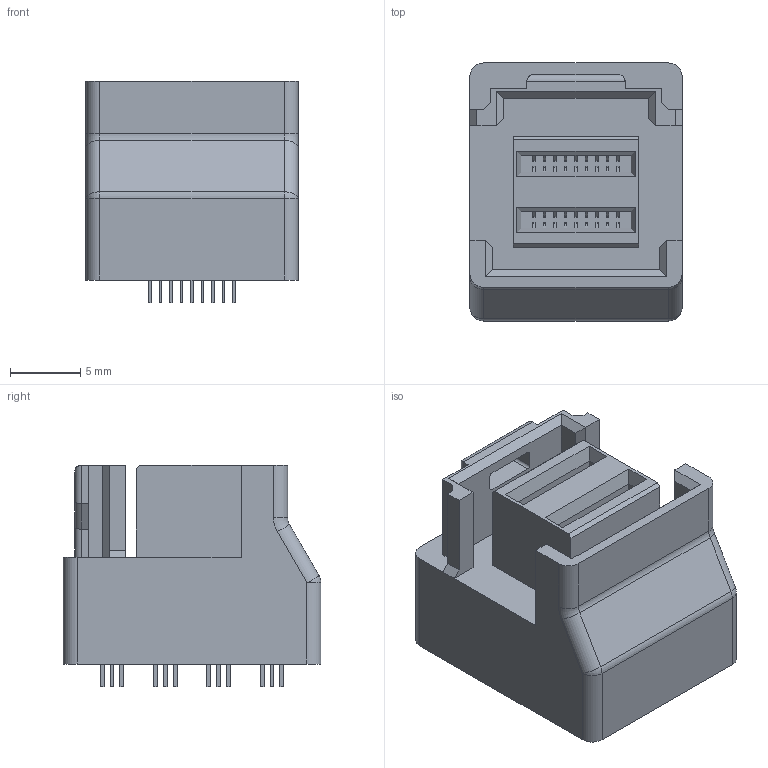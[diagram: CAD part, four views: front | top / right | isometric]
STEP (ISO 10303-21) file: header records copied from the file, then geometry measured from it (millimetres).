
FILE_DESCRIPTION(('STEP AP242'),'1');
FILE_NAME('2227595-1.stp','2022-08-27T12:18:23',('TraceParts'),('TraceParts S.A.'),'Spatial InterOp 3D',' ',' ');
FILE_SCHEMA(('AP242_MANAGED_MODEL_BASED_3D_ENGINEERING_MIM_LF {1 0 10303 442 1 1 4}'));
Length unit declared in the file: millimetre
Products named in the file (1): 2227595-1
Bounding box: 15.15 x 18.4 x 15.84 mm (x, y, z)
Volume: 2759.9 mm3; surface area: 2077.9 mm2
Topology: 1 solids, 1 shells, 528 faces, 1297 edges, 850 vertices
Faces by surface type: plane 407, cylinder 101, cone 16, sphere 2, torus 2
Entity records: 15464 total; most frequent: CARTESIAN_POINT 2748, ORIENTED_EDGE 2594, DIRECTION 2565, EDGE_CURVE 1297, LINE 1075, VECTOR 1075, VERTEX_POINT 850, AXIS2_PLACEMENT_3D 745
